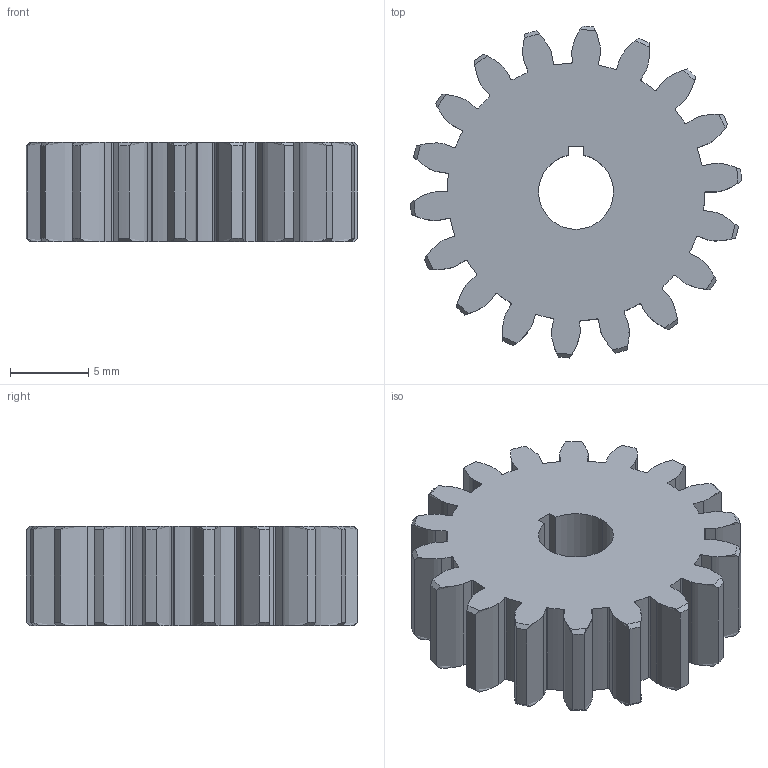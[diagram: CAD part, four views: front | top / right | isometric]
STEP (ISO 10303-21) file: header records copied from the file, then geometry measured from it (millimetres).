
FILE_DESCRIPTION (( 'STEP AP214' ), '1' );
FILE_NAME ('24dp-20pa-18t spur gear.STEP', '2021-08-15T12:03:34', ( '' ), ( '' ), 'SwSTEP 2.0', 'SolidWorks 2019', '' );
FILE_SCHEMA (( 'AUTOMOTIVE_DESIGN' ));
Length unit declared in the file: inch
Products named in the file (1): 24dp-20pa-18t spur gear
Bounding box: 21.12 x 21.15 x 6.35 mm (x, y, z)
Volume: 1641.3 mm3; surface area: 1402.2 mm2
Topology: 1 solids, 1 shells, 197 faces, 585 edges, 390 vertices
Faces by surface type: cylinder 84, plane 41, cone 36, bspline 36
Entity records: 9875 total; most frequent: CARTESIAN_POINT 4737, ORIENTED_EDGE 1170, DIRECTION 969, EDGE_CURVE 585, VERTEX_POINT 390, AXIS2_PLACEMENT_3D 366, VECTOR 237, LINE 237
